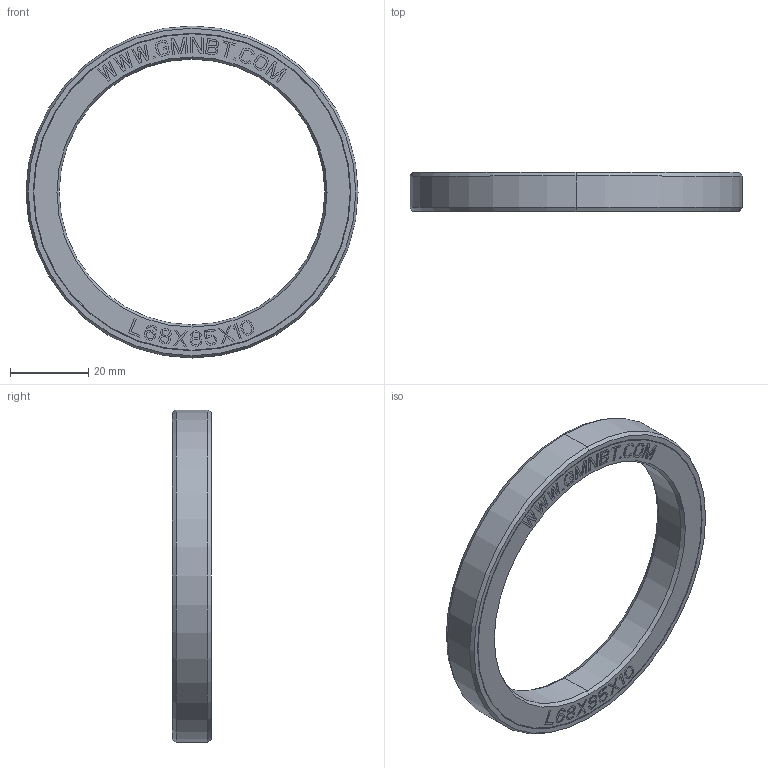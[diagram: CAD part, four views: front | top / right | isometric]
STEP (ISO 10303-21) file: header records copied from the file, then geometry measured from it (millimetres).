
FILE_DESCRIPTION((''),'2;1');
FILE_NAME('L68X85X10_PRT','2014-11-17T',('sales 4'),(''),'PRO/ENGINEER BY PARAMETRIC TECHNOLOGY CORPORATION, 2013150','PRO/ENGINEER BY PARAMETRIC TECHNOLOGY CORPORATION, 2013150','');
FILE_SCHEMA(('AUTOMOTIVE_DESIGN { 1 0 10303 214 1 1 1 1 }'));
Length unit declared in the file: millimetre
Products named in the file (1): L68X85X10_PRT
Bounding box: 85 x 10.07 x 85 mm (x, y, z)
Volume: 19665.3 mm3; surface area: 15077.1 mm2
Topology: 2 solids, 2 shells, 662 faces, 1833 edges, 1206 vertices
Faces by surface type: plane 606, cone 24, torus 20, cylinder 12
Entity records: 27506 total; most frequent: CARTESIAN_POINT 3703, ORIENTED_EDGE 3666, DIRECTION 3241, PRESENTATION_STYLE_ASSIGNMENT 1981, STYLED_ITEM 1912, CURVE_STYLE 1833, EDGE_CURVE 1833, VECTOR 1749
